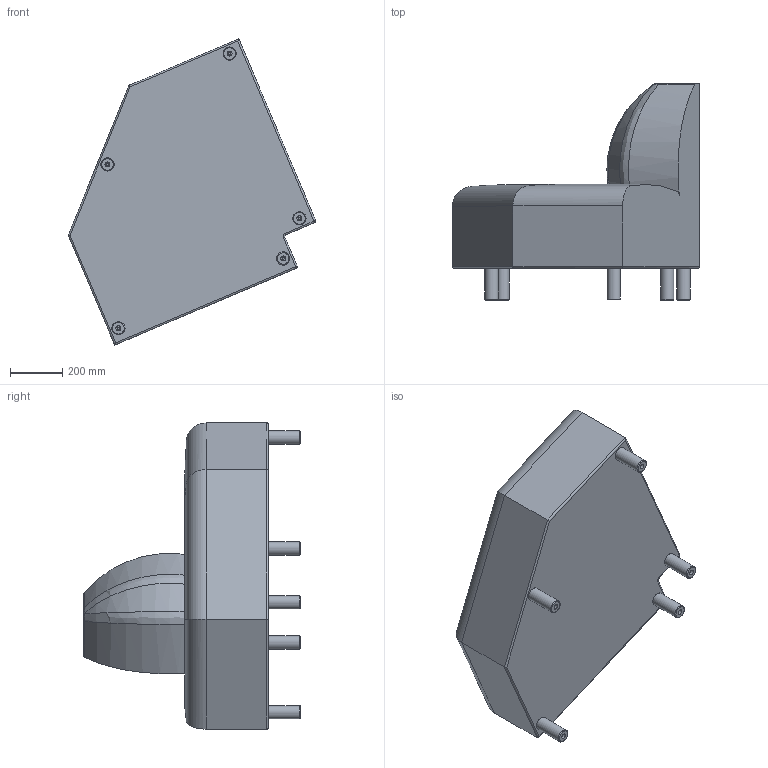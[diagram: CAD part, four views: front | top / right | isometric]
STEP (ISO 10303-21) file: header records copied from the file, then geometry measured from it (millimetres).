
FILE_DESCRIPTION(/* description */ (''),/* implementation_level */ '2;1');
FILE_NAME(/* name */ 'AS90OC.stp',/* time_stamp */ '2015-03-19T06:57:51-04:00',/* author */ ('jbosley'),/* organization */ (''),/* preprocessor_version */ 'ST-DEVELOPER v15.6',/* originating_system */ 'Autodesk Inventor 2015',/* authorisation */ '');
FILE_SCHEMA (('AUTOMOTIVE_DESIGN { 1 0 10303 214 3 1 1 }'));
Length unit declared in the file: inch
Products named in the file (3): AS90OC UBASE; LEG RD2X5 PLT; AS90OC
Bounding box: 948.77 x 829.95 x 1173.63 mm (x, y, z)
Volume: 245538841.5 mm3; surface area: 2938835.8 mm2
Topology: 6 solids, 6 shells, 83 faces, 169 edges, 103 vertices
Faces by surface type: cylinder 44, plane 27, torus 6, bspline 4, sphere 2
Full cylindrical faces by diameter (mm): 7.938 x5, 19.05 x5, 50.8 x5
Entity records: 1853 total; most frequent: CARTESIAN_POINT 478, DIRECTION 285, ORIENTED_EDGE 242, EDGE_CURVE 121, AXIS2_PLACEMENT_3D 116, VERTEX_POINT 75, EDGE_LOOP 62, FACE_OUTER_BOUND 55
